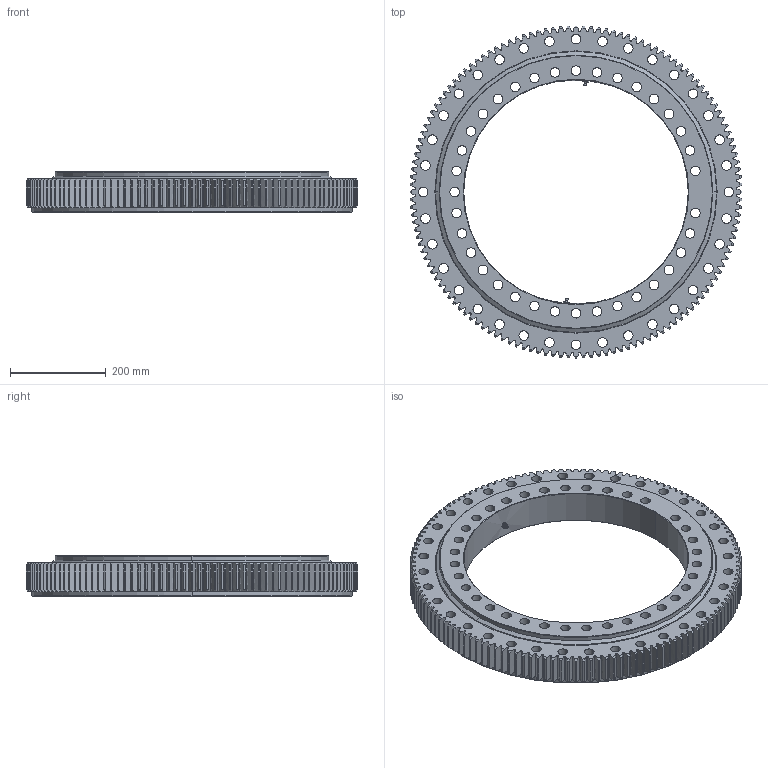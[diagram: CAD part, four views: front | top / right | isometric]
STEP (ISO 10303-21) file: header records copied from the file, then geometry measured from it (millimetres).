
FILE_DESCRIPTION (( 'STEP AP214' ), '1' );
FILE_NAME ('E.695.25.15.D.1-RV.STEP', '2017-01-17T07:26:11', ( '' ), ( '' ), 'SwSTEP 2.0', 'SolidWorks 2015', '' );
FILE_SCHEMA (( 'AUTOMOTIVE_DESIGN' ));
Length unit declared in the file: millimetre
Products named in the file (7): E.695.25.15.D.1-RV - OR Seal; E.695.25.15.D.1-RV - IR Seal; Roller L25; E.695.25.15.D.1-RV - OR; E.695.25.15.D.1-RV - IR; E.695.25.15.D.1-RV; Grease nipple M10x1mm
Assembly tree (56 placements, depth 2):
  E.695.25.15.D.1-RV
    E.695.25.15.D.1-RV - IR
    E.695.25.15.D.1-RV - OR
    Roller L25  x50
    E.695.25.15.D.1-RV - IR Seal
    E.695.25.15.D.1-RV - OR Seal
    Grease nipple M10x1mm  x2
Bounding box: 695 x 694.99 x 85 mm (x, y, z)
Volume: 11365769.5 mm3; surface area: 1650253.4 mm2
Topology: 56 solids, 56 shells, 1654 faces, 4316 edges, 2783 vertices
Faces by surface type: cylinder 419, plane 407, cone 334, bspline 272, torus 222
Entity records: 80929 total; most frequent: CARTESIAN_POINT 49676, ORIENTED_EDGE 7116, DIRECTION 5459, EDGE_CURVE 3558, VERTEX_POINT 2349, AXIS2_PLACEMENT_3D 2006, VECTOR 1447, LINE 1447
